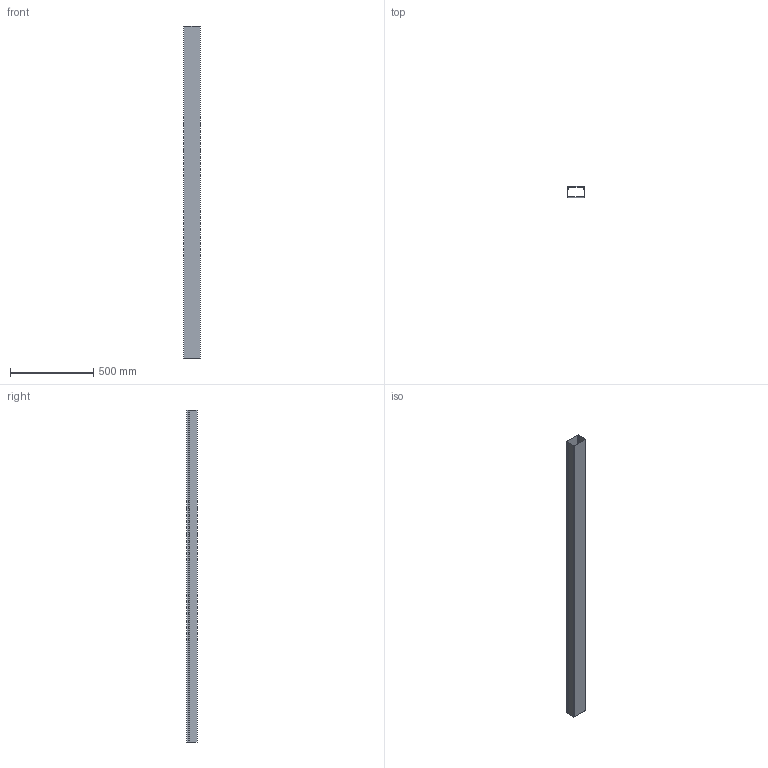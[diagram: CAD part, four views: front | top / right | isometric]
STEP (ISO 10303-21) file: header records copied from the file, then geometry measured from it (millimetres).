
FILE_DESCRIPTION (( 'STEP AP214' ), '1' );
FILE_NAME ('6248624.stp', '2016-09-30T06:53:35', ( '' ), ( '' ), 'SwSTEP 2.0', 'SolidWorks 2016', '' );
FILE_SCHEMA (( 'AUTOMOTIVE_DESIGN' ));
Length unit declared in the file: millimetre
Products named in the file (3): BKS 03.002-025_60_Standard; BKS 03.002-019_Standard; 6248624
Assembly tree (2 placements, depth 2):
  6248624
    BKS 03.002-019_Standard
    BKS 03.002-025_60_Standard
Bounding box: 100.05 x 63.7 x 2000 mm (x, y, z)
Volume: 565352.1 mm3; surface area: 1514169.6 mm2
Topology: 2 solids, 2 shells, 74 faces, 210 edges, 140 vertices
Faces by surface type: plane 40, cylinder 34
Entity records: 2532 total; most frequent: DIRECTION 436, CARTESIAN_POINT 429, ORIENTED_EDGE 420, EDGE_CURVE 210, AXIS2_PLACEMENT_3D 147, LINE 142, VECTOR 142, VERTEX_POINT 140
